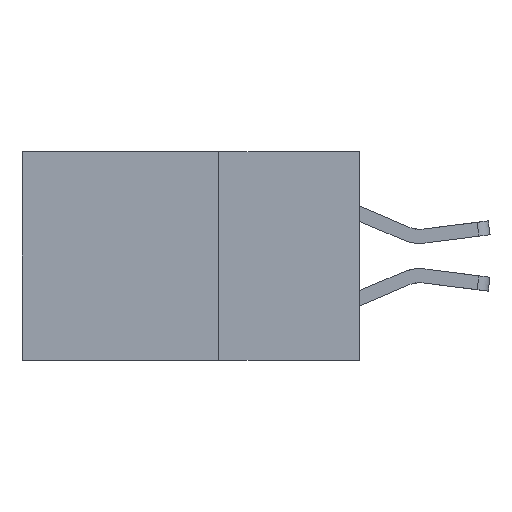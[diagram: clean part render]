
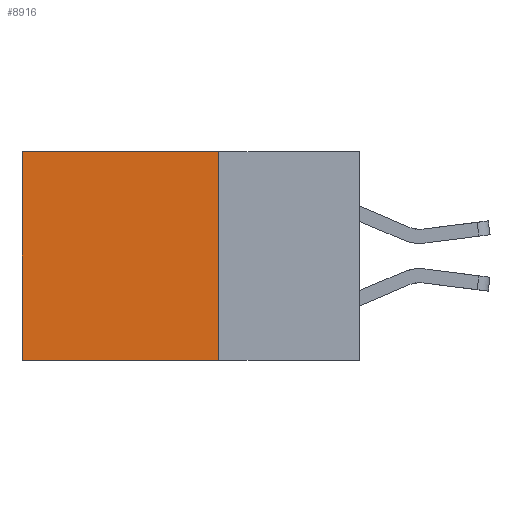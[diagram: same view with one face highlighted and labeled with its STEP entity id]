
A CAD part, left-side view. The second image highlights one B-rep face of the part: STEP entity #8916.
In plain terms, the highlighted planar face has unit normal (-1, 0, 0).
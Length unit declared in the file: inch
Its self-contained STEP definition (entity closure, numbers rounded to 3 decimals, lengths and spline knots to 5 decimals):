
#301 = CARTESIAN_POINT ( 'NONE',  ( 0.2875, 0.25, 0. ) ) ;
#552 = VECTOR ( 'NONE', #802, 39.37008 ) ;
#588 = CARTESIAN_POINT ( 'NONE',  ( 0.2875, 0.6, -0.37 ) ) ;
#802 = DIRECTION ( 'NONE',  ( 0., 0., -1. ) ) ;
#1004 = DIRECTION ( 'NONE',  ( 1., 0., 0. ) ) ;
#1060 = DIRECTION ( 'NONE',  ( 0., 0., -1. ) ) ;
#1114 = FACE_OUTER_BOUND ( 'NONE', #4095, .T. ) ;
#2248 = CARTESIAN_POINT ( 'NONE',  ( 0.2875, 0.6, 0. ) ) ;
#2539 = CARTESIAN_POINT ( 'NONE',  ( 0.2875, 0.25, 0. ) ) ;
#2619 = CARTESIAN_POINT ( 'NONE',  ( 0.2875, 0.6, 0. ) ) ;
#2685 = EDGE_CURVE ( 'NONE', #3937, #7490, #3498, .T. ) ;
#2802 = VECTOR ( 'NONE', #5276, 39.37008 ) ;
#2885 = AXIS2_PLACEMENT_3D ( 'NONE', #10921, #1004, #3853 ) ;
#3021 = EDGE_CURVE ( 'NONE', #6392, #7490, #11160, .T. ) ;
#3104 = DIRECTION ( 'NONE',  ( 0., 1., 0. ) ) ;
#3498 = LINE ( 'NONE', #2619, #552 ) ;
#3667 = EDGE_CURVE ( 'NONE', #4241, #3937, #4424, .T. ) ;
#3853 = DIRECTION ( 'NONE',  ( 0., 0., -1. ) ) ;
#3937 = VERTEX_POINT ( 'NONE', #2248 ) ;
#4095 = EDGE_LOOP ( 'NONE', ( #7783, #8345, #7171, #6359 ) ) ;
#4241 = VERTEX_POINT ( 'NONE', #8812 ) ;
#4424 = LINE ( 'NONE', #2539, #2802 ) ;
#5276 = DIRECTION ( 'NONE',  ( 0., 1., 0. ) ) ;
#6292 = LINE ( 'NONE', #301, #7952 ) ;
#6359 = ORIENTED_EDGE ( 'NONE', *, *, #3667, .T. ) ;
#6392 = VERTEX_POINT ( 'NONE', #10914 ) ;
#7171 = ORIENTED_EDGE ( 'NONE', *, *, #8913, .F. ) ;
#7490 = VERTEX_POINT ( 'NONE', #588 ) ;
#7783 = ORIENTED_EDGE ( 'NONE', *, *, #2685, .T. ) ;
#7952 = VECTOR ( 'NONE', #1060, 39.37008 ) ;
#8179 = PLANE ( 'NONE',  #2885 ) ;
#8345 = ORIENTED_EDGE ( 'NONE', *, *, #3021, .F. ) ;
#8812 = CARTESIAN_POINT ( 'NONE',  ( 0.2875, 0.25, 0. ) ) ;
#8913 = EDGE_CURVE ( 'NONE', #4241, #6392, #6292, .T. ) ;
#8916 = ADVANCED_FACE ( 'NONE', ( #1114 ), #8179, .F. ) ;
#9528 = CARTESIAN_POINT ( 'NONE',  ( 0.2875, 0.25, -0.37 ) ) ;
#9957 = VECTOR ( 'NONE', #3104, 39.37008 ) ;
#10914 = CARTESIAN_POINT ( 'NONE',  ( 0.2875, 0.25, -0.37 ) ) ;
#10921 = CARTESIAN_POINT ( 'NONE',  ( 0.2875, 0.25, 0. ) ) ;
#11160 = LINE ( 'NONE', #9528, #9957 ) ;
